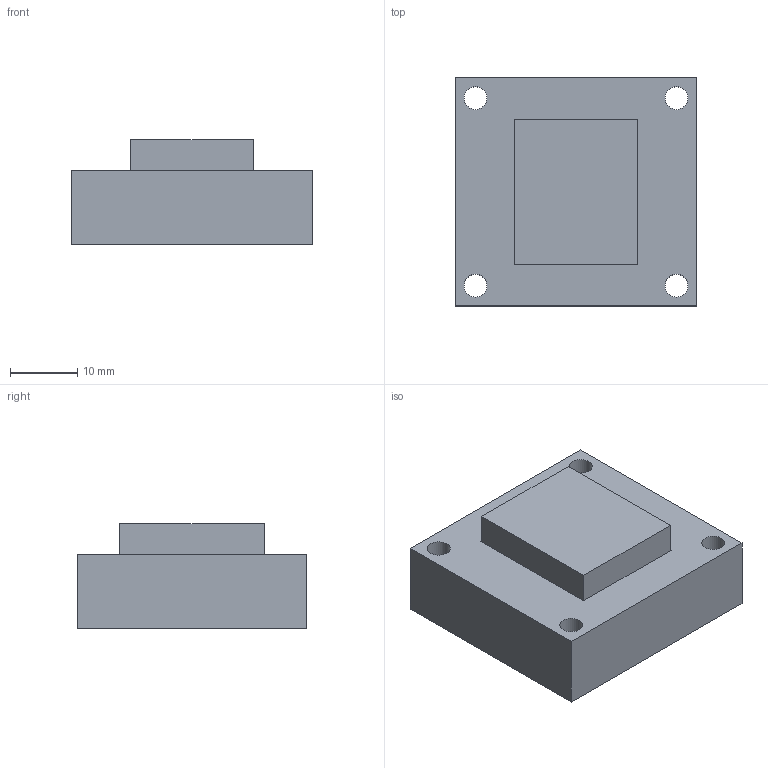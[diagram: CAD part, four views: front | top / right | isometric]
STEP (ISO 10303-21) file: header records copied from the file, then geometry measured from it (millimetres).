
FILE_DESCRIPTION(/* description */ (''),/* implementation_level */ '2;1');
FILE_NAME(/* name */ 'Lidar_support_v3.step',/* time_stamp */ '2023-05-19T17:31:38+02:00',/* author */ (''),/* organization */ (''),/* preprocessor_version */ 'ST-DEVELOPER v19.2',/* originating_system */ 'Autodesk Translation Framework v12.4.0.73',/* authorisation */ '');
FILE_SCHEMA (('AUTOMOTIVE_DESIGN { 1 0 10303 214 3 1 1 }'));
Length unit declared in the file: millimetre
Products named in the file (3): Lidar_support; Lidar; Support
Assembly tree (2 placements, depth 2):
  Lidar_support
    Lidar
    Support
Bounding box: 35.8 x 33.8 x 15.5 mm (x, y, z)
Volume: 10283.3 mm3; surface area: 6390.3 mm2
Topology: 2 solids, 2 shells, 42 faces, 105 edges, 70 vertices
Faces by surface type: plane 31, cylinder 11
Full cylindrical faces by diameter (mm): 1.9 x3, 3.4 x4
Entity records: 1368 total; most frequent: CARTESIAN_POINT 222, DIRECTION 221, ORIENTED_EDGE 210, EDGE_CURVE 105, LINE 83, VECTOR 83, VERTEX_POINT 70, AXIS2_PLACEMENT_3D 69
